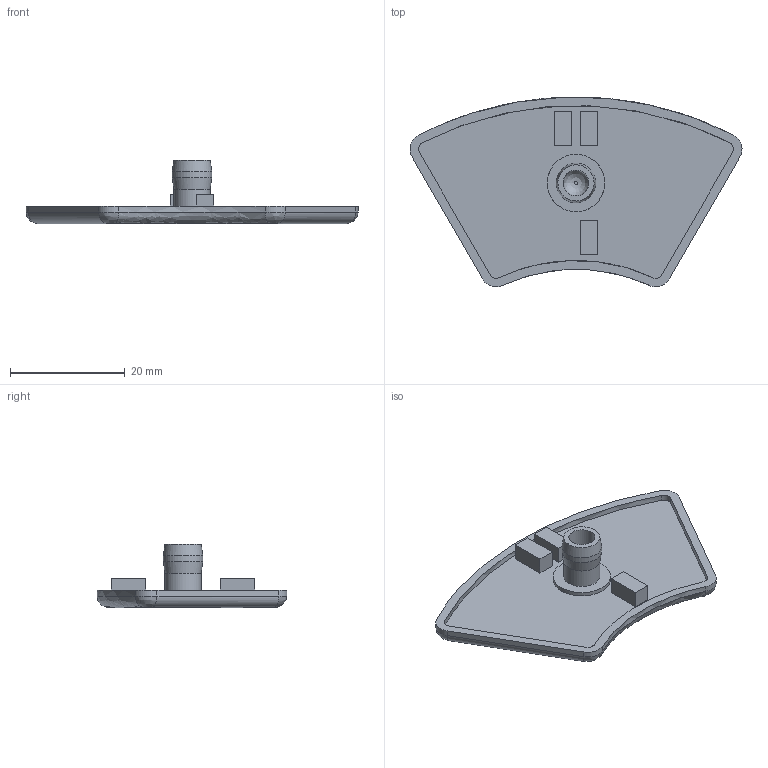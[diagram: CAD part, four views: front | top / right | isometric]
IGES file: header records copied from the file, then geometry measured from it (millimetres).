
Global section: file name: SZ0094S-A; native system: Autodesk Inventor 2015; preprocessor: unknown; author: Behrens; date: 20151124.151344; units: millimetre
Bounding box: 57.86 x 33.06 x 11 mm (x, y, z)
Volume: 3278.8 mm3; surface area: 3723.3 mm2
Topology: 1 solids, 1 shells, 52 faces, 127 edges, 84 vertices
Faces by surface type: bspline 52
